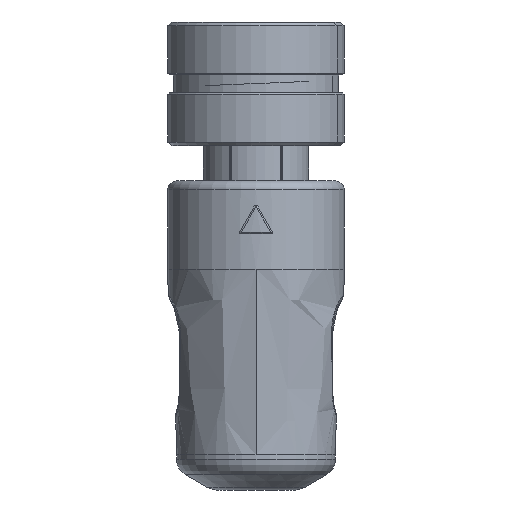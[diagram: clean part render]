
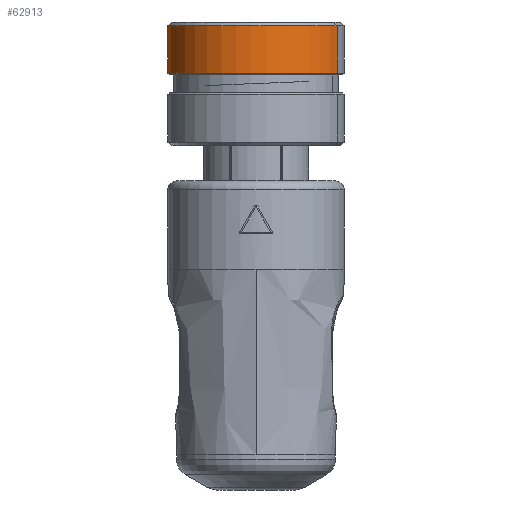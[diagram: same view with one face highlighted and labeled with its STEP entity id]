
A CAD part, left-side view. The second image highlights one B-rep face of the part: STEP entity #62913.
In plain terms, the highlighted cylindrical face has radius 5 mm (diameter 10 mm), a partial arc.
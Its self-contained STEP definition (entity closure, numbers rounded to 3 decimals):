
#305 = CIRCLE ( 'NONE', #51351, 5. ) ;
#1189 = EDGE_CURVE ( 'NONE', #15948, #6085, #24990, .T. ) ;
#6085 = VERTEX_POINT ( 'NONE', #30418 ) ;
#8724 = DIRECTION ( 'NONE',  ( -1., 0., 0. ) ) ;
#9275 = CARTESIAN_POINT ( 'NONE',  ( 6.8, 0., -5. ) ) ;
#12958 = CIRCLE ( 'NONE', #36416, 5. ) ;
#13813 = VECTOR ( 'NONE', #8724, 1000. ) ;
#14382 = EDGE_CURVE ( 'NONE', #62351, #22858, #44120, .T. ) ;
#14613 = DIRECTION ( 'NONE',  ( 0., 0., -1. ) ) ;
#15948 = VERTEX_POINT ( 'NONE', #32247 ) ;
#21711 = DIRECTION ( 'NONE',  ( 0., 0., 1. ) ) ;
#21967 = ORIENTED_EDGE ( 'NONE', *, *, #14382, .T. ) ;
#22356 = DIRECTION ( 'NONE',  ( -1., 0., 0. ) ) ;
#22695 = CARTESIAN_POINT ( 'NONE',  ( 6.8, 0., 0. ) ) ;
#22858 = VERTEX_POINT ( 'NONE', #59785 ) ;
#24854 = CARTESIAN_POINT ( 'NONE',  ( 4.1, 0., 0. ) ) ;
#24990 = LINE ( 'NONE', #29006, #13813 ) ;
#25750 = AXIS2_PLACEMENT_3D ( 'NONE', #43715, #28404, #52738 ) ;
#28071 = CYLINDRICAL_SURFACE ( 'NONE', #25750, 5. ) ;
#28404 = DIRECTION ( 'NONE',  ( -1., 0., 0. ) ) ;
#29006 = CARTESIAN_POINT ( 'NONE',  ( 0., 0., 5. ) ) ;
#30418 = CARTESIAN_POINT ( 'NONE',  ( 4.1, 0., 5. ) ) ;
#32247 = CARTESIAN_POINT ( 'NONE',  ( 6.8, 0., 5. ) ) ;
#33499 = DIRECTION ( 'NONE',  ( -1., 0., 0. ) ) ;
#34482 = CARTESIAN_POINT ( 'NONE',  ( 0., 0., -5. ) ) ;
#36416 = AXIS2_PLACEMENT_3D ( 'NONE', #24854, #55859, #14613 ) ;
#38437 = FACE_OUTER_BOUND ( 'NONE', #38527, .T. ) ;
#38527 = EDGE_LOOP ( 'NONE', ( #43597, #21967, #45246, #54445 ) ) ;
#43597 = ORIENTED_EDGE ( 'NONE', *, *, #54885, .T. ) ;
#43715 = CARTESIAN_POINT ( 'NONE',  ( 0., 0., 0. ) ) ;
#44120 = LINE ( 'NONE', #34482, #65501 ) ;
#45246 = ORIENTED_EDGE ( 'NONE', *, *, #61145, .T. ) ;
#51351 = AXIS2_PLACEMENT_3D ( 'NONE', #22695, #22356, #21711 ) ;
#52738 = DIRECTION ( 'NONE',  ( 0., 0., 1. ) ) ;
#54445 = ORIENTED_EDGE ( 'NONE', *, *, #1189, .F. ) ;
#54885 = EDGE_CURVE ( 'NONE', #15948, #62351, #305, .T. ) ;
#55859 = DIRECTION ( 'NONE',  ( 1., 0., 0. ) ) ;
#59785 = CARTESIAN_POINT ( 'NONE',  ( 4.1, 0., -5. ) ) ;
#61145 = EDGE_CURVE ( 'NONE', #22858, #6085, #12958, .T. ) ;
#62351 = VERTEX_POINT ( 'NONE', #9275 ) ;
#62913 = ADVANCED_FACE ( 'NONE', ( #38437 ), #28071, .T. ) ;
#65501 = VECTOR ( 'NONE', #33499, 1000. ) ;
